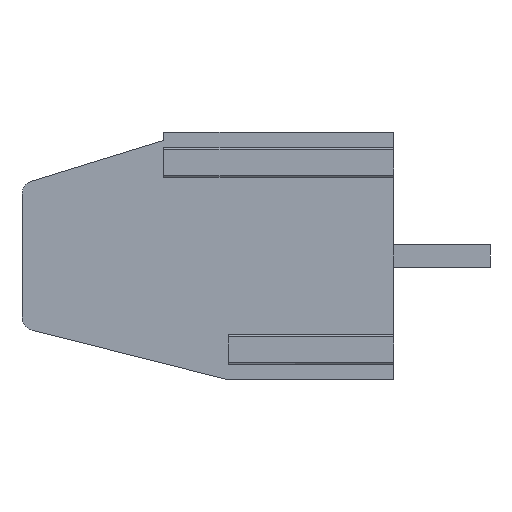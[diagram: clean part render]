
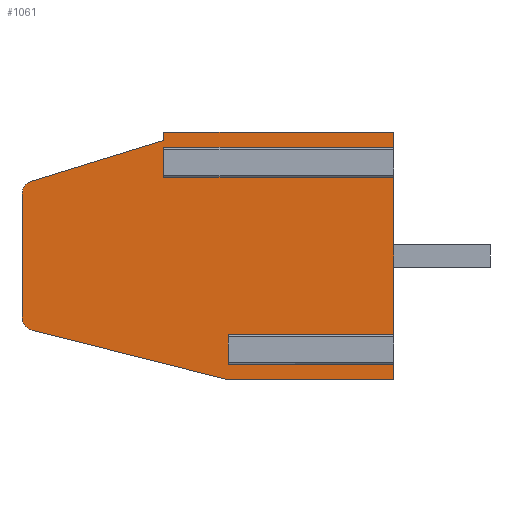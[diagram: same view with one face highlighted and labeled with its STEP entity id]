
A CAD part, left-side view. The second image highlights one B-rep face of the part: STEP entity #1061.
In plain terms, the highlighted planar face has unit normal (-1, 0, 0).
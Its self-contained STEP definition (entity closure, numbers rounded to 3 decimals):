
#1061=ADVANCED_FACE('',(#1836),#13582,.T.);
#1836=FACE_OUTER_BOUND('',#2684,.T.);
#2684=EDGE_LOOP('',(#6841,#6842,#6843,#6844,#6845,#6846,#6847,#6848,#6849,
#6850,#6851,#6852,#6853,#6854,#6855,#6856,#6857));
#6841=ORIENTED_EDGE('',*,*,#9137,.F.);
#6842=ORIENTED_EDGE('',*,*,#9139,.T.);
#6843=ORIENTED_EDGE('',*,*,#9073,.T.);
#6844=ORIENTED_EDGE('',*,*,#9140,.T.);
#6845=ORIENTED_EDGE('',*,*,#9136,.F.);
#6846=ORIENTED_EDGE('',*,*,#9141,.T.);
#6847=ORIENTED_EDGE('',*,*,#9142,.T.);
#6848=ORIENTED_EDGE('',*,*,#9091,.T.);
#6849=ORIENTED_EDGE('',*,*,#9095,.T.);
#6850=ORIENTED_EDGE('',*,*,#9114,.T.);
#6851=ORIENTED_EDGE('',*,*,#9118,.T.);
#6852=ORIENTED_EDGE('',*,*,#9121,.T.);
#6853=ORIENTED_EDGE('',*,*,#9135,.T.);
#6854=ORIENTED_EDGE('',*,*,#9138,.F.);
#6855=ORIENTED_EDGE('',*,*,#9143,.T.);
#6856=ORIENTED_EDGE('',*,*,#9133,.T.);
#6857=ORIENTED_EDGE('',*,*,#9144,.T.);
#9073=EDGE_CURVE('',#12792,#12793,#11317,.T.);
#9091=EDGE_CURVE('',#12808,#12809,#11331,.T.);
#9095=EDGE_CURVE('',#12809,#12811,#9598,.T.);
#9114=EDGE_CURVE('',#12811,#12828,#11346,.T.);
#9118=EDGE_CURVE('',#12828,#12831,#9607,.T.);
#9121=EDGE_CURVE('',#12831,#12832,#11350,.T.);
#9133=EDGE_CURVE('',#12842,#12843,#11360,.T.);
#9135=EDGE_CURVE('',#12832,#12844,#11361,.T.);
#9136=EDGE_CURVE('',#12845,#12846,#11362,.T.);
#9137=EDGE_CURVE('',#12847,#12848,#11363,.T.);
#9138=EDGE_CURVE('',#12849,#12844,#11364,.T.);
#9139=EDGE_CURVE('',#12847,#12792,#11365,.T.);
#9140=EDGE_CURVE('',#12793,#12846,#11366,.T.);
#9141=EDGE_CURVE('',#12845,#12850,#11367,.T.);
#9142=EDGE_CURVE('',#12850,#12808,#11368,.T.);
#9143=EDGE_CURVE('',#12849,#12842,#11369,.T.);
#9144=EDGE_CURVE('',#12843,#12848,#11370,.T.);
#9598=(
BOUNDED_CURVE()
B_SPLINE_CURVE(2,(#33234,#33235,#33236),.UNSPECIFIED.,.F.,.F.)
B_SPLINE_CURVE_WITH_KNOTS((3,3),(-0.635,0.),.UNSPECIFIED.)
CURVE()
GEOMETRIC_REPRESENTATION_ITEM()
RATIONAL_B_SPLINE_CURVE((1.,0.805,1.))
REPRESENTATION_ITEM('')
);
#9607=(
BOUNDED_CURVE()
B_SPLINE_CURVE(2,(#33293,#33294,#33295),.UNSPECIFIED.,.F.,.F.)
B_SPLINE_CURVE_WITH_KNOTS((3,3),(-0.661,0.),.UNSPECIFIED.)
CURVE()
GEOMETRIC_REPRESENTATION_ITEM()
RATIONAL_B_SPLINE_CURVE((1.,0.789,1.))
REPRESENTATION_ITEM('')
);
#11317=B_SPLINE_CURVE_WITH_KNOTS('',1,(#33178,#33179),.UNSPECIFIED.,.F.,
 .F.,(2,2),(-0.738,0.),.UNSPECIFIED.);
#11331=B_SPLINE_CURVE_WITH_KNOTS('',1,(#33226,#33227),.UNSPECIFIED.,.F.,
 .F.,(2,2),(0.,5.022),.UNSPECIFIED.);
#11346=B_SPLINE_CURVE_WITH_KNOTS('',1,(#33282,#33283),.UNSPECIFIED.,.F.,
 .F.,(2,2),(-4.45,0.),.UNSPECIFIED.);
#11350=B_SPLINE_CURVE_WITH_KNOTS('',1,(#33301,#33302),.UNSPECIFIED.,.F.,
 .F.,(2,2),(0.,7.347),.UNSPECIFIED.);
#11360=B_SPLINE_CURVE_WITH_KNOTS('',1,(#33331,#33332),.UNSPECIFIED.,.F.,
 .F.,(2,2),(-0.738,0.),.UNSPECIFIED.);
#11361=B_SPLINE_CURVE_WITH_KNOTS('',1,(#33338,#33339),.UNSPECIFIED.,.F.,
 .F.,(2,2),(0.,6.),.UNSPECIFIED.);
#11362=B_SPLINE_CURVE_WITH_KNOTS('',1,(#33340,#33341),.UNSPECIFIED.,.F.,
 .F.,(2,2),(-0.731,0.),.UNSPECIFIED.);
#11363=B_SPLINE_CURVE_WITH_KNOTS('',1,(#33342,#33343),.UNSPECIFIED.,.F.,
 .F.,(2,2),(-6.062,0.),.UNSPECIFIED.);
#11364=B_SPLINE_CURVE_WITH_KNOTS('',1,(#33344,#33345),.UNSPECIFIED.,.F.,
 .F.,(2,2),(-0.731,0.),.UNSPECIFIED.);
#11365=B_SPLINE_CURVE_WITH_KNOTS('',1,(#33346,#33347),.UNSPECIFIED.,.F.,
 .F.,(2,2),(-8.35,0.),.UNSPECIFIED.);
#11366=B_SPLINE_CURVE_WITH_KNOTS('',1,(#33348,#33349),.UNSPECIFIED.,.F.,
 .F.,(2,2),(0.,8.35),.UNSPECIFIED.);
#11367=B_SPLINE_CURVE_WITH_KNOTS('',1,(#33350,#33351),.UNSPECIFIED.,.F.,
 .F.,(2,2),(-8.35,0.),.UNSPECIFIED.);
#11368=B_SPLINE_CURVE_WITH_KNOTS('',1,(#33352,#33353),.UNSPECIFIED.,.F.,
 .F.,(2,2),(0.,0.3),.UNSPECIFIED.);
#11369=B_SPLINE_CURVE_WITH_KNOTS('',1,(#33354,#33355),.UNSPECIFIED.,.F.,
 .F.,(2,2),(-6.,0.),.UNSPECIFIED.);
#11370=B_SPLINE_CURVE_WITH_KNOTS('',1,(#33356,#33357),.UNSPECIFIED.,.F.,
 .F.,(2,2),(0.,6.),.UNSPECIFIED.);
#12792=VERTEX_POINT('',#33092);
#12793=VERTEX_POINT('',#33093);
#12808=VERTEX_POINT('',#33108);
#12809=VERTEX_POINT('',#33109);
#12811=VERTEX_POINT('',#33111);
#12828=VERTEX_POINT('',#33128);
#12831=VERTEX_POINT('',#33131);
#12832=VERTEX_POINT('',#33132);
#12842=VERTEX_POINT('',#33142);
#12843=VERTEX_POINT('',#33143);
#12844=VERTEX_POINT('',#33144);
#12845=VERTEX_POINT('',#33145);
#12846=VERTEX_POINT('',#33146);
#12847=VERTEX_POINT('',#33147);
#12848=VERTEX_POINT('',#33148);
#12849=VERTEX_POINT('',#33149);
#12850=VERTEX_POINT('',#33150);
#13582=PLANE('',#14122);
#14122=AXIS2_PLACEMENT_3D('',#32883,#14585,$);
#14585=DIRECTION('',(-1.,0.,0.));
#32883=CARTESIAN_POINT('',(-2.54,-1.351,-5.401));
#33092=CARTESIAN_POINT('',(-2.54,8.35,3.031));
#33093=CARTESIAN_POINT('',(-2.54,8.35,3.769));
#33108=CARTESIAN_POINT('',(-2.54,8.35,4.2));
#33109=CARTESIAN_POINT('',(-2.54,13.148,2.715));
#33111=CARTESIAN_POINT('',(-2.54,13.5,2.237));
#33128=CARTESIAN_POINT('',(-2.54,13.5,-2.213));
#33131=CARTESIAN_POINT('',(-2.54,13.123,-2.698));
#33132=CARTESIAN_POINT('',(-2.54,6.,-4.5));
#33142=CARTESIAN_POINT('',(-2.54,6.,-3.769));
#33143=CARTESIAN_POINT('',(-2.54,6.,-3.031));
#33144=CARTESIAN_POINT('',(-2.54,0.,-4.5));
#33145=CARTESIAN_POINT('',(-2.54,0.,4.5));
#33146=CARTESIAN_POINT('',(-2.54,0.,3.769));
#33147=CARTESIAN_POINT('',(-2.54,0.,3.031));
#33148=CARTESIAN_POINT('',(-2.54,0.,-3.031));
#33149=CARTESIAN_POINT('',(-2.54,0.,-3.769));
#33150=CARTESIAN_POINT('',(-2.54,8.35,4.5));
#33178=CARTESIAN_POINT('',(-2.54,8.35,3.031));
#33179=CARTESIAN_POINT('',(-2.54,8.35,3.769));
#33226=CARTESIAN_POINT('',(-2.54,8.35,4.2));
#33227=CARTESIAN_POINT('',(-2.54,13.148,2.715));
#33234=CARTESIAN_POINT('',(-2.54,13.148,2.715));
#33235=CARTESIAN_POINT('',(-2.54,13.5,2.606));
#33236=CARTESIAN_POINT('',(-2.54,13.5,2.237));
#33282=CARTESIAN_POINT('',(-2.54,13.5,2.237));
#33283=CARTESIAN_POINT('',(-2.54,13.5,-2.213));
#33293=CARTESIAN_POINT('',(-2.54,13.5,-2.213));
#33294=CARTESIAN_POINT('',(-2.54,13.5,-2.602));
#33295=CARTESIAN_POINT('',(-2.54,13.123,-2.698));
#33301=CARTESIAN_POINT('',(-2.54,13.123,-2.698));
#33302=CARTESIAN_POINT('',(-2.54,6.,-4.5));
#33331=CARTESIAN_POINT('',(-2.54,6.,-3.769));
#33332=CARTESIAN_POINT('',(-2.54,6.,-3.031));
#33338=CARTESIAN_POINT('',(-2.54,6.,-4.5));
#33339=CARTESIAN_POINT('',(-2.54,0.,-4.5));
#33340=CARTESIAN_POINT('',(-2.54,0.,4.5));
#33341=CARTESIAN_POINT('',(-2.54,0.,3.769));
#33342=CARTESIAN_POINT('',(-2.54,0.,3.031));
#33343=CARTESIAN_POINT('',(-2.54,0.,-3.031));
#33344=CARTESIAN_POINT('',(-2.54,0.,-3.769));
#33345=CARTESIAN_POINT('',(-2.54,0.,-4.5));
#33346=CARTESIAN_POINT('',(-2.54,0.,3.031));
#33347=CARTESIAN_POINT('',(-2.54,8.35,3.031));
#33348=CARTESIAN_POINT('',(-2.54,8.35,3.769));
#33349=CARTESIAN_POINT('',(-2.54,0.,3.769));
#33350=CARTESIAN_POINT('',(-2.54,0.,4.5));
#33351=CARTESIAN_POINT('',(-2.54,8.35,4.5));
#33352=CARTESIAN_POINT('',(-2.54,8.35,4.5));
#33353=CARTESIAN_POINT('',(-2.54,8.35,4.2));
#33354=CARTESIAN_POINT('',(-2.54,0.,-3.769));
#33355=CARTESIAN_POINT('',(-2.54,6.,-3.769));
#33356=CARTESIAN_POINT('',(-2.54,6.,-3.031));
#33357=CARTESIAN_POINT('',(-2.54,0.,-3.031));
